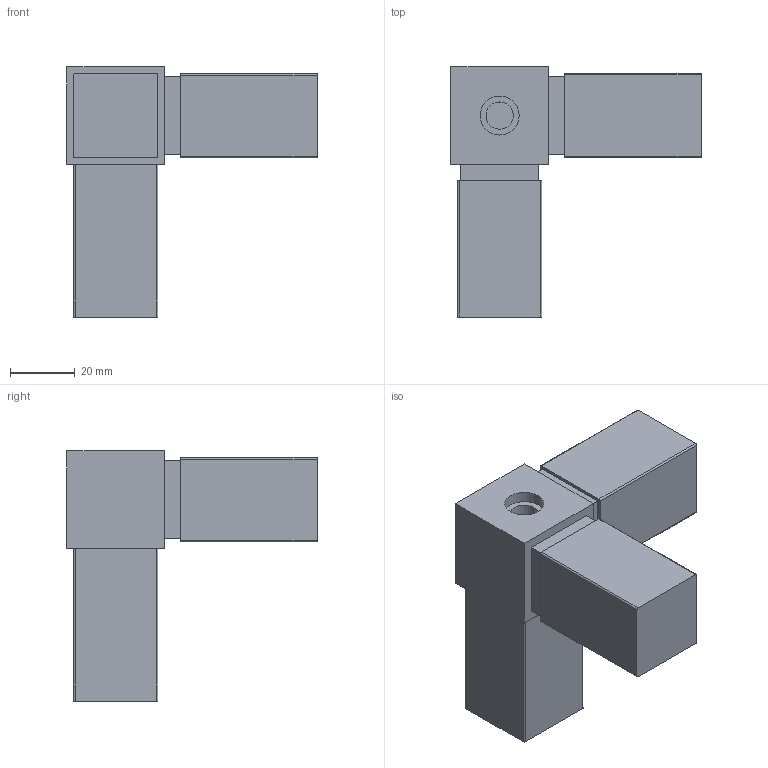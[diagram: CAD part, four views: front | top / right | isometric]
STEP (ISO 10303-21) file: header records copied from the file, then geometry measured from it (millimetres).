
FILE_DESCRIPTION( ( 'STEP AP214' ), '1' );
FILE_NAME( 'K0623.130201210.stp', '2020-12-09T09:12:08', ( '' ), ( '' ), ' ', 'PARTsolutions', ' ' );
FILE_SCHEMA( ( 'AUTOMOTIVE_DESIGN { 1 0 10303 214 1 1 1 1 }' ) );
Length unit declared in the file: millimetre
Products named in the file (1): _K0623.130201210
Bounding box: 77 x 77 x 77 mm (x, y, z)
Volume: 119615.5 mm3; surface area: 21043.1 mm2
Topology: 1 solids, 1 shells, 48 faces, 116 edges, 77 vertices
Faces by surface type: plane 33, cylinder 14, cone 1
Full cylindrical faces by diameter (mm): 8.376 x1, 12 x1
Entity records: 1786 total; most frequent: DIRECTION 240, CARTESIAN_POINT 239, ORIENTED_EDGE 226, EDGE_CURVE 113, LINE 84, VECTOR 84, AXIS2_PLACEMENT_3D 78, VERTEX_POINT 77
